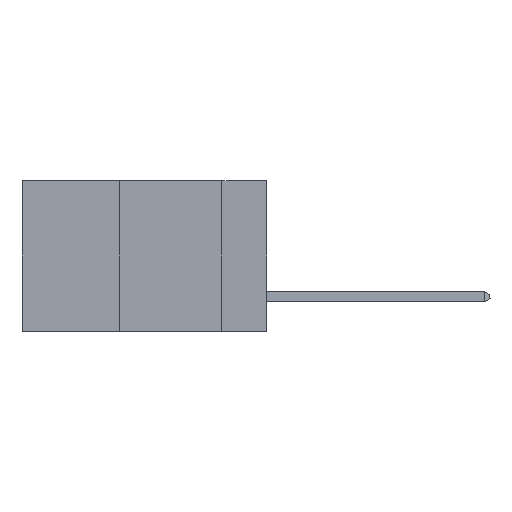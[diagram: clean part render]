
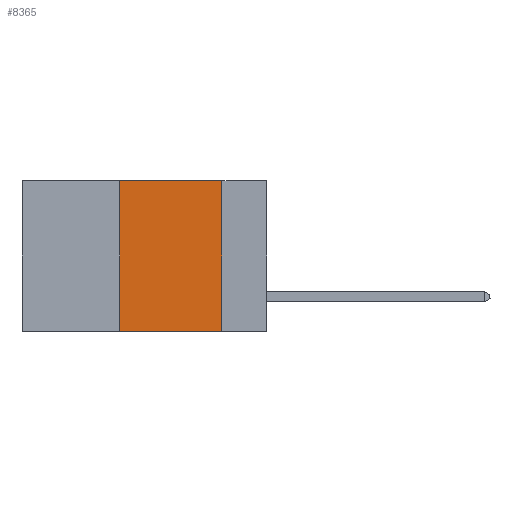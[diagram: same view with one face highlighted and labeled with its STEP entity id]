
A CAD part, left-side view. The second image highlights one B-rep face of the part: STEP entity #8365.
In plain terms, the highlighted planar face has unit normal (-1, 0, 0).
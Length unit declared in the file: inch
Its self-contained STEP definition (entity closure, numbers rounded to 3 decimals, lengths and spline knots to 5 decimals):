
#75 = DIRECTION ( 'NONE',  ( 0., 0., -1. ) ) ;
#918 = PLANE ( 'NONE',  #16254 ) ;
#942 = VECTOR ( 'NONE', #11940, 39.37008 ) ;
#1212 = CARTESIAN_POINT ( 'NONE',  ( 0., 0.11, 0. ) ) ;
#1271 = ORIENTED_EDGE ( 'NONE', *, *, #11294, .F. ) ;
#1306 = VECTOR ( 'NONE', #3315, 39.37008 ) ;
#1577 = CARTESIAN_POINT ( 'NONE',  ( 0., 0.11, 0. ) ) ;
#2165 = CARTESIAN_POINT ( 'NONE',  ( 0., 0.6, 0. ) ) ;
#2212 = EDGE_CURVE ( 'NONE', #3870, #4325, #6932, .T. ) ;
#2588 = VECTOR ( 'NONE', #75, 39.37008 ) ;
#2712 = DIRECTION ( 'NONE',  ( 0., -1., 0. ) ) ;
#3315 = DIRECTION ( 'NONE',  ( 0., -1., 0. ) ) ;
#3582 = CARTESIAN_POINT ( 'NONE',  ( 0., 0.36, -0.37 ) ) ;
#3870 = VERTEX_POINT ( 'NONE', #1577 ) ;
#3894 = ORIENTED_EDGE ( 'NONE', *, *, #2212, .F. ) ;
#4325 = VERTEX_POINT ( 'NONE', #13641 ) ;
#4378 = LINE ( 'NONE', #11422, #12862 ) ;
#4778 = DIRECTION ( 'NONE',  ( 1., 0., 0. ) ) ;
#5265 = LINE ( 'NONE', #13343, #1306 ) ;
#5359 = VERTEX_POINT ( 'NONE', #3582 ) ;
#6856 = CARTESIAN_POINT ( 'NONE',  ( 0., 0.36, 0. ) ) ;
#6932 = LINE ( 'NONE', #1212, #2588 ) ;
#6975 = CARTESIAN_POINT ( 'NONE',  ( 0., 0.36, 0. ) ) ;
#7173 = ORIENTED_EDGE ( 'NONE', *, *, #8247, .T. ) ;
#8247 = EDGE_CURVE ( 'NONE', #5359, #4325, #5265, .T. ) ;
#8360 = ORIENTED_EDGE ( 'NONE', *, *, #14753, .F. ) ;
#8365 = ADVANCED_FACE ( 'NONE', ( #10781 ), #918, .F. ) ;
#10382 = EDGE_LOOP ( 'NONE', ( #3894, #1271, #8360, #7173 ) ) ;
#10445 = LINE ( 'NONE', #6856, #942 ) ;
#10683 = VERTEX_POINT ( 'NONE', #6975 ) ;
#10781 = FACE_OUTER_BOUND ( 'NONE', #10382, .T. ) ;
#11294 = EDGE_CURVE ( 'NONE', #10683, #3870, #4378, .T. ) ;
#11422 = CARTESIAN_POINT ( 'NONE',  ( 0., 0.6, 0. ) ) ;
#11940 = DIRECTION ( 'NONE',  ( 0., 0., 1. ) ) ;
#12862 = VECTOR ( 'NONE', #2712, 39.37008 ) ;
#13343 = CARTESIAN_POINT ( 'NONE',  ( 0., 0.6, -0.37 ) ) ;
#13641 = CARTESIAN_POINT ( 'NONE',  ( 0., 0.11, -0.37 ) ) ;
#13659 = DIRECTION ( 'NONE',  ( 0., 0., -1. ) ) ;
#14753 = EDGE_CURVE ( 'NONE', #5359, #10683, #10445, .T. ) ;
#16254 = AXIS2_PLACEMENT_3D ( 'NONE', #2165, #4778, #13659 ) ;
